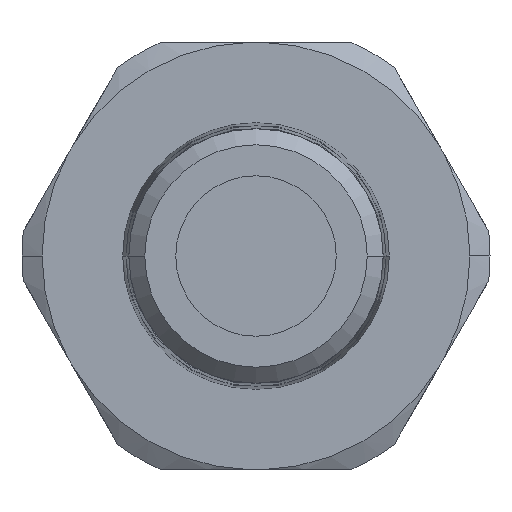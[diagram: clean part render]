
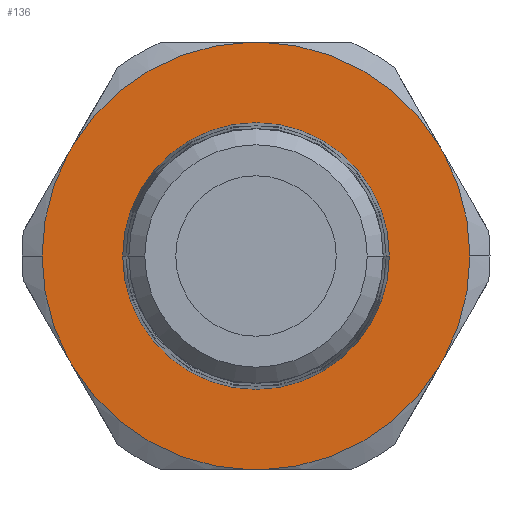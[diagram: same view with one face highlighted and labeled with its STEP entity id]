
A CAD part, front view. The second image highlights one B-rep face of the part: STEP entity #136.
In plain terms, the highlighted planar face has unit normal (0, -1, 0).
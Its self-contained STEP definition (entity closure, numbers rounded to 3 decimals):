
#136=ADVANCED_FACE('',(#335,#336),#337,.F.);
#335=FACE_BOUND('',#549,.T.);
#336=FACE_OUTER_BOUND('',#550,.T.);
#337=PLANE('',#551);
#549=EDGE_LOOP('',(#1258,#1259));
#550=EDGE_LOOP('',(#1260,#1261,#1262,#1263,#1264,#1265,#1266,#1267,#1268,#1269,#1270,#1271,#1272,#1273));
#551=AXIS2_PLACEMENT_3D('',#1274,#1275,#1276);
#1258=ORIENTED_EDGE('',*,*,#1375,.T.);
#1259=ORIENTED_EDGE('',*,*,#1588,.T.);
#1260=ORIENTED_EDGE('',*,*,#1394,.T.);
#1261=ORIENTED_EDGE('',*,*,#1539,.T.);
#1262=ORIENTED_EDGE('',*,*,#1589,.F.);
#1263=ORIENTED_EDGE('',*,*,#1563,.T.);
#1264=ORIENTED_EDGE('',*,*,#1590,.F.);
#1265=ORIENTED_EDGE('',*,*,#1566,.T.);
#1266=ORIENTED_EDGE('',*,*,#1591,.F.);
#1267=ORIENTED_EDGE('',*,*,#1567,.T.);
#1268=ORIENTED_EDGE('',*,*,#1387,.T.);
#1269=ORIENTED_EDGE('',*,*,#1587,.F.);
#1270=ORIENTED_EDGE('',*,*,#1570,.T.);
#1271=ORIENTED_EDGE('',*,*,#1586,.F.);
#1272=ORIENTED_EDGE('',*,*,#1573,.T.);
#1273=ORIENTED_EDGE('',*,*,#1585,.F.);
#1274=CARTESIAN_POINT('',(0.,0.0,0.0));
#1275=DIRECTION('',(0.0,1.0,0.0));
#1276=DIRECTION('',(0.0,0.0,1.0));
#1375=EDGE_CURVE('',#1622,#1626,#1628,.T.);
#1387=EDGE_CURVE('',#1646,#1650,#1652,.T.);
#1394=EDGE_CURVE('',#1662,#1660,#1663,.T.);
#1539=EDGE_CURVE('',#1660,#1895,#1897,.T.);
#1563=EDGE_CURVE('',#1938,#1940,#1942,.T.);
#1566=EDGE_CURVE('',#1943,#1945,#1947,.T.);
#1567=EDGE_CURVE('',#1948,#1646,#1949,.T.);
#1570=EDGE_CURVE('',#1953,#1951,#1954,.T.);
#1573=EDGE_CURVE('',#1958,#1956,#1959,.T.);
#1585=EDGE_CURVE('',#1662,#1956,#1971,.T.);
#1586=EDGE_CURVE('',#1958,#1951,#1972,.T.);
#1587=EDGE_CURVE('',#1953,#1650,#1973,.T.);
#1588=EDGE_CURVE('',#1626,#1622,#1974,.T.);
#1589=EDGE_CURVE('',#1938,#1895,#1975,.T.);
#1590=EDGE_CURVE('',#1943,#1940,#1976,.T.);
#1591=EDGE_CURVE('',#1948,#1945,#1977,.T.);
#1622=VERTEX_POINT('',#2016);
#1626=VERTEX_POINT('',#2021);
#1628=CIRCLE('',#2024,4.986);
#1646=VERTEX_POINT('',#2066);
#1650=VERTEX_POINT('',#2071);
#1652=CIRCLE('',#2082,8.001);
#1660=VERTEX_POINT('',#2094);
#1662=VERTEX_POINT('',#2097);
#1663=CIRCLE('',#2098,8.001);
#1895=VERTEX_POINT('',#2482);
#1897=CIRCLE('',#2493,8.001);
#1938=VERTEX_POINT('',#2544);
#1940=VERTEX_POINT('',#2555);
#1942=CIRCLE('',#2566,8.001);
#1943=VERTEX_POINT('',#2567);
#1945=VERTEX_POINT('',#2578);
#1947=CIRCLE('',#2589,8.001);
#1948=VERTEX_POINT('',#2590);
#1949=CIRCLE('',#2591,8.001);
#1951=VERTEX_POINT('',#2602);
#1953=VERTEX_POINT('',#2613);
#1954=CIRCLE('',#2614,8.001);
#1956=VERTEX_POINT('',#2625);
#1958=VERTEX_POINT('',#2636);
#1959=CIRCLE('',#2637,8.001);
#1971=LINE('',#2768,#2769);
#1972=LINE('',#2770,#2771);
#1973=LINE('',#2772,#2773);
#1974=CIRCLE('',#2774,4.986);
#1975=LINE('',#2775,#2776);
#1976=LINE('',#2777,#2778);
#1977=LINE('',#2779,#2780);
#2016=CARTESIAN_POINT('',(4.986,0.0,0.0));
#2021=CARTESIAN_POINT('',(-4.986,0.0,0.));
#2024=AXIS2_PLACEMENT_3D('',#2817,#2818,#2819);
#2066=CARTESIAN_POINT('',(8.001,0.0,0.));
#2071=CARTESIAN_POINT('',(7.002,0.,3.872));
#2082=AXIS2_PLACEMENT_3D('',#2838,#2839,#2840);
#2094=CARTESIAN_POINT('',(-8.001,0.0,0.));
#2097=CARTESIAN_POINT('',(-7.002,0.,3.872));
#2098=AXIS2_PLACEMENT_3D('',#2849,#2850,#2851);
#2482=CARTESIAN_POINT('',(-7.002,0.,-3.872));
#2493=AXIS2_PLACEMENT_3D('',#3133,#3134,#3135);
#2544=CARTESIAN_POINT('',(-6.854,0.,-4.128));
#2555=CARTESIAN_POINT('',(-0.148,0.,-8.0));
#2566=AXIS2_PLACEMENT_3D('',#3179,#3180,#3181);
#2567=CARTESIAN_POINT('',(0.148,0.,-8.0));
#2578=CARTESIAN_POINT('',(6.854,0.,-4.128));
#2589=AXIS2_PLACEMENT_3D('',#3182,#3183,#3184);
#2590=CARTESIAN_POINT('',(7.002,0.,-3.872));
#2591=AXIS2_PLACEMENT_3D('',#3185,#3186,#3187);
#2602=CARTESIAN_POINT('',(0.148,0.,8.0));
#2613=CARTESIAN_POINT('',(6.854,0.,4.128));
#2614=AXIS2_PLACEMENT_3D('',#3188,#3189,#3190);
#2625=CARTESIAN_POINT('',(-6.854,0.,4.128));
#2636=CARTESIAN_POINT('',(-0.148,0.,8.0));
#2637=AXIS2_PLACEMENT_3D('',#3191,#3192,#3193);
#2768=CARTESIAN_POINT('',(-9.238,0.0,0.));
#2769=VECTOR('',#3194,1.0);
#2770=CARTESIAN_POINT('',(-4.619,0.0,8.0));
#2771=VECTOR('',#3195,1.0);
#2772=CARTESIAN_POINT('',(4.619,0.0,8.0));
#2773=VECTOR('',#3196,1.0);
#2774=AXIS2_PLACEMENT_3D('',#3197,#3198,#3199);
#2775=CARTESIAN_POINT('',(-4.619,0.0,-8.0));
#2776=VECTOR('',#3200,1.0);
#2777=CARTESIAN_POINT('',(4.619,0.0,-8.0));
#2778=VECTOR('',#3201,1.0);
#2779=CARTESIAN_POINT('',(9.238,0.0,0.));
#2780=VECTOR('',#3202,1.0);
#2817=CARTESIAN_POINT('',(0.0,0.0,0.0));
#2818=DIRECTION('',(-0.0,1.0,0.0));
#2819=DIRECTION('',(1.0,0.0,0.0));
#2838=CARTESIAN_POINT('',(0.0,0.0,0.0));
#2839=DIRECTION('',(-0.0,-1.0,-0.0));
#2840=DIRECTION('',(-1.0,0.0,0.0));
#2849=CARTESIAN_POINT('',(0.0,0.0,0.0));
#2850=DIRECTION('',(-0.0,-1.0,-0.0));
#2851=DIRECTION('',(-1.0,0.0,0.0));
#3133=CARTESIAN_POINT('',(0.0,0.0,0.0));
#3134=DIRECTION('',(-0.0,-1.0,-0.0));
#3135=DIRECTION('',(-1.0,0.0,0.0));
#3179=CARTESIAN_POINT('',(0.0,0.0,0.0));
#3180=DIRECTION('',(-0.0,-1.0,-0.0));
#3181=DIRECTION('',(-1.0,0.0,0.0));
#3182=CARTESIAN_POINT('',(0.0,0.0,0.0));
#3183=DIRECTION('',(-0.0,-1.0,-0.0));
#3184=DIRECTION('',(-1.0,0.0,0.0));
#3185=CARTESIAN_POINT('',(0.0,0.0,0.0));
#3186=DIRECTION('',(-0.0,-1.0,-0.0));
#3187=DIRECTION('',(-1.0,0.0,0.0));
#3188=CARTESIAN_POINT('',(0.0,0.0,0.0));
#3189=DIRECTION('',(-0.0,-1.0,-0.0));
#3190=DIRECTION('',(-1.0,0.0,0.0));
#3191=CARTESIAN_POINT('',(0.0,0.0,0.0));
#3192=DIRECTION('',(-0.0,-1.0,-0.0));
#3193=DIRECTION('',(-1.0,0.0,0.0));
#3194=DIRECTION('',(0.5,0.0,0.866));
#3195=DIRECTION('',(1.0,0.0,0.));
#3196=DIRECTION('',(0.5,0.0,-0.866));
#3197=CARTESIAN_POINT('',(0.0,0.0,0.0));
#3198=DIRECTION('',(-0.0,1.0,0.0));
#3199=DIRECTION('',(1.0,0.0,0.0));
#3200=DIRECTION('',(-0.5,0.0,0.866));
#3201=DIRECTION('',(-1.0,0.0,0.0));
#3202=DIRECTION('',(-0.5,0.0,-0.866));
